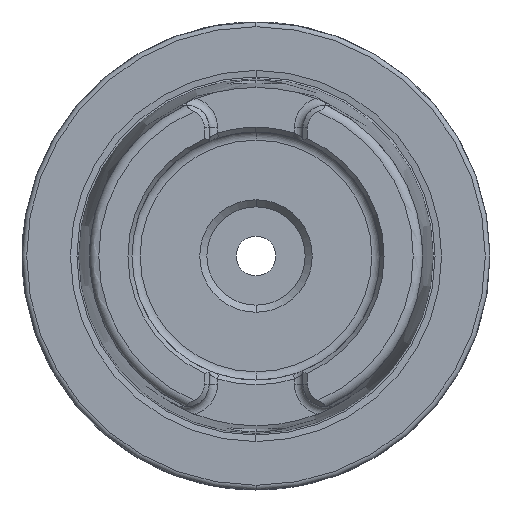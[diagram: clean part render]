
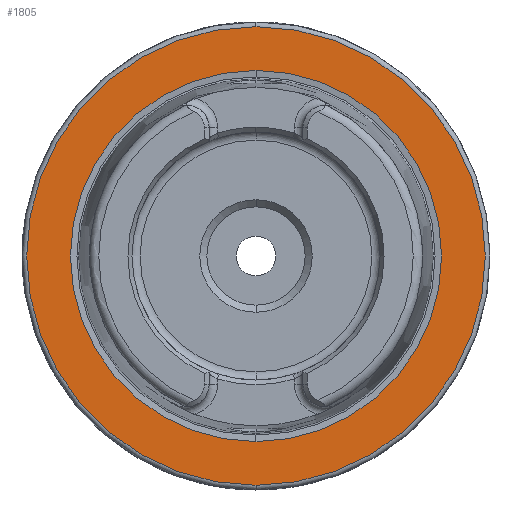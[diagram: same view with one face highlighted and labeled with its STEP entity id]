
A CAD part, left-side view. The second image highlights one B-rep face of the part: STEP entity #1805.
In plain terms, the highlighted planar face has unit normal (-1, 0, 0).
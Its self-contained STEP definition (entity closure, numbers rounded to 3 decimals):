
#858 = EDGE_CURVE ( 'NONE', #859, #860, #7203, .T. ) ;
#859 = VERTEX_POINT ( 'NONE', #7143 ) ;
#860 = VERTEX_POINT ( 'NONE', #7142 ) ;
#874 = VERTEX_POINT ( 'NONE', #7202 ) ;
#877 = EDGE_CURVE ( 'NONE', #904, #874, #7195, .T. ) ;
#904 = VERTEX_POINT ( 'NONE', #5151 ) ;
#1802 = EDGE_CURVE ( 'NONE', #860, #859, #7800, .T. ) ;
#1805 = ADVANCED_FACE ( 'NONE', ( #7801, #7945 ), #7941, .T. ) ;
#1806 = EDGE_LOOP ( 'NONE', ( #1807, #1808 ) ) ;
#1807 = ORIENTED_EDGE ( 'NONE', *, *, #877, .T. ) ;
#1808 = ORIENTED_EDGE ( 'NONE', *, *, #1809, .T. ) ;
#1809 = EDGE_CURVE ( 'NONE', #874, #904, #7942, .T. ) ;
#1810 = EDGE_LOOP ( 'NONE', ( #1811, #1812 ) ) ;
#1811 = ORIENTED_EDGE ( 'NONE', *, *, #858, .F. ) ;
#1812 = ORIENTED_EDGE ( 'NONE', *, *, #1802, .F. ) ;
#5151 = CARTESIAN_POINT ( 'NONE',  ( 0., 0., 39.647 ) ) ;
#7142 = CARTESIAN_POINT ( 'NONE',  ( 0., 0., 49. ) ) ;
#7143 = CARTESIAN_POINT ( 'NONE',  ( 0., 0., -49. ) ) ;
#7144 = DIRECTION ( 'NONE',  ( 0., 0., -1. ) ) ;
#7145 = DIRECTION ( 'NONE',  ( 1., 0., 0. ) ) ;
#7146 = CARTESIAN_POINT ( 'NONE',  ( 0., 0., 0. ) ) ;
#7147 = AXIS2_PLACEMENT_3D ( 'NONE', #7146, #7145, #7144 ) ;
#7191 = DIRECTION ( 'NONE',  ( 0., 0., -1. ) ) ;
#7192 = DIRECTION ( 'NONE',  ( 1., 0., 0. ) ) ;
#7193 = CARTESIAN_POINT ( 'NONE',  ( 0., 0., 0. ) ) ;
#7194 = AXIS2_PLACEMENT_3D ( 'NONE', #7193, #7192, #7191 ) ;
#7195 = CIRCLE ( 'NONE', #7194, 39.647 ) ;
#7202 = CARTESIAN_POINT ( 'NONE',  ( 0., 0., -39.647 ) ) ;
#7203 = CIRCLE ( 'NONE', #7147, 49. ) ;
#7781 = CARTESIAN_POINT ( 'NONE',  ( 0., 0., 0. ) ) ;
#7797 = DIRECTION ( 'NONE',  ( 0., 0., -1. ) ) ;
#7798 = DIRECTION ( 'NONE',  ( 1., 0., 0. ) ) ;
#7799 = AXIS2_PLACEMENT_3D ( 'NONE', #7781, #7798, #7797 ) ;
#7800 = CIRCLE ( 'NONE', #7799, 49. ) ;
#7801 = FACE_BOUND ( 'NONE', #1806, .T. ) ;
#7807 = DIRECTION ( 'NONE',  ( 0., 0., -1. ) ) ;
#7808 = DIRECTION ( 'NONE',  ( 1., 0., 0. ) ) ;
#7850 = CARTESIAN_POINT ( 'NONE',  ( 0., 0., 0. ) ) ;
#7851 = AXIS2_PLACEMENT_3D ( 'NONE', #7850, #7808, #7807 ) ;
#7852 = DIRECTION ( 'NONE',  ( 0., 0., 1. ) ) ;
#7853 = DIRECTION ( 'NONE',  ( -1., 0., 0. ) ) ;
#7941 = PLANE ( 'NONE',  #7944 ) ;
#7942 = CIRCLE ( 'NONE', #7851, 39.647 ) ;
#7943 = CARTESIAN_POINT ( 'NONE',  ( 0., 39.647, 0. ) ) ;
#7944 = AXIS2_PLACEMENT_3D ( 'NONE', #7943, #7853, #7852 ) ;
#7945 = FACE_OUTER_BOUND ( 'NONE', #1810, .T. ) ;
